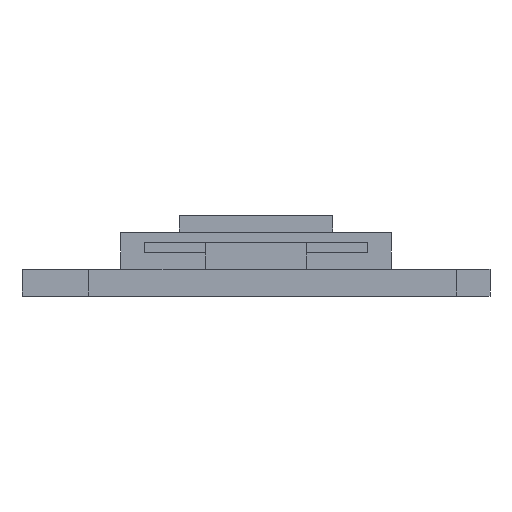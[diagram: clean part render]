
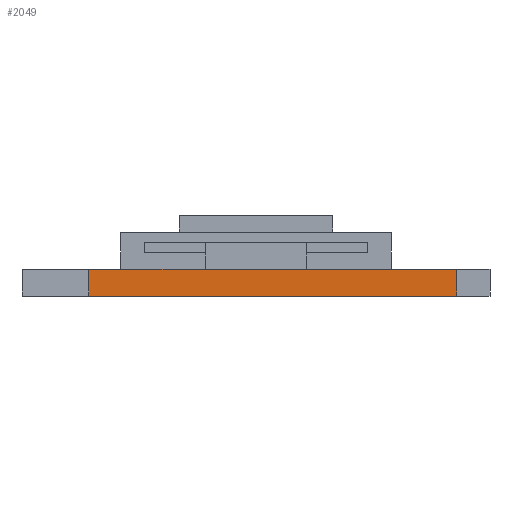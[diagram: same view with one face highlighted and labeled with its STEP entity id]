
A CAD part, front view. The second image highlights one B-rep face of the part: STEP entity #2049.
In plain terms, the highlighted planar face has unit normal (0, -1, 0).
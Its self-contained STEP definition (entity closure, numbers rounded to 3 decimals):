
#49=FACE_OUTER_BOUND('',#171,.T.);
#171=EDGE_LOOP('',(#1440,#1441,#1442,#1443));
#288=LINE('',#2844,#570);
#373=LINE('',#3025,#655);
#376=LINE('',#3031,#658);
#377=LINE('',#3032,#659);
#570=VECTOR('',#2309,11.);
#655=VECTOR('',#2408,0.8);
#658=VECTOR('',#2413,11.);
#659=VECTOR('',#2414,0.8);
#851=VERTEX_POINT('',#2841);
#852=VERTEX_POINT('',#2843);
#941=VERTEX_POINT('',#3024);
#943=VERTEX_POINT('',#3030);
#1048=EDGE_CURVE('',#851,#852,#288,.T.);
#1139=EDGE_CURVE('',#851,#941,#373,.T.);
#1142=EDGE_CURVE('',#941,#943,#376,.T.);
#1143=EDGE_CURVE('',#852,#943,#377,.T.);
#1440=ORIENTED_EDGE('',*,*,#1139,.T.);
#1441=ORIENTED_EDGE('',*,*,#1142,.T.);
#1442=ORIENTED_EDGE('',*,*,#1143,.F.);
#1443=ORIENTED_EDGE('',*,*,#1048,.F.);
#1926=PLANE('',#2180);
#2049=ADVANCED_FACE('',(#49),#1926,.T.);
#2180=AXIS2_PLACEMENT_3D('',#3029,#2411,#2412);
#2309=DIRECTION('',(1.,0.,0.));
#2408=DIRECTION('',(0.,0.,-1.));
#2411=DIRECTION('center_axis',(0.,-1.,0.));
#2412=DIRECTION('ref_axis',(1.,0.,0.));
#2413=DIRECTION('',(1.,0.,0.));
#2414=DIRECTION('',(0.,0.,-1.));
#2841=CARTESIAN_POINT('',(-5.,12.5,9.95));
#2843=CARTESIAN_POINT('',(6.,12.5,9.95));
#2844=CARTESIAN_POINT('',(-5.,12.5,9.95));
#3024=CARTESIAN_POINT('',(-5.,12.5,9.15));
#3025=CARTESIAN_POINT('',(-5.,12.5,9.95));
#3029=CARTESIAN_POINT('Origin',(-7.,12.5,0.));
#3030=CARTESIAN_POINT('',(6.,12.5,9.15));
#3031=CARTESIAN_POINT('',(-5.,12.5,9.15));
#3032=CARTESIAN_POINT('',(6.,12.5,9.95));
